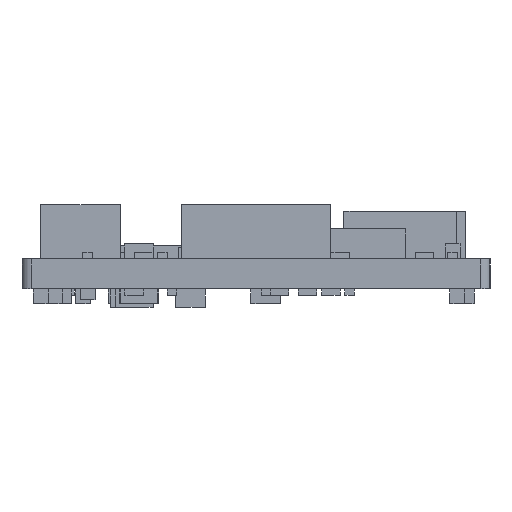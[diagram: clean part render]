
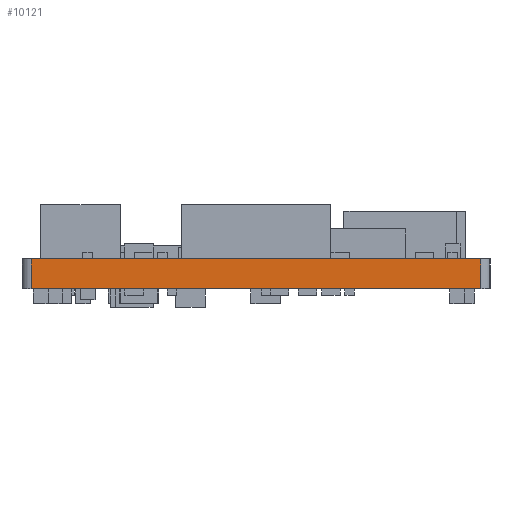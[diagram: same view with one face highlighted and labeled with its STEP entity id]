
A CAD part, left-side view. The second image highlights one B-rep face of the part: STEP entity #10121.
In plain terms, the highlighted planar face has unit normal (-1, 0, 0).
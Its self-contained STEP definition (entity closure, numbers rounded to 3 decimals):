
#199=FACE_OUTER_BOUND('',#907,.T.);
#907=EDGE_LOOP('',(#7271,#7272,#7273,#7274));
#1489=LINE('',#14096,#2833);
#1684=LINE('',#14509,#3028);
#1956=LINE('',#15199,#3300);
#1957=LINE('',#15201,#3301);
#2833=VECTOR('',#11390,1000.);
#3028=VECTOR('',#11609,1000.);
#3300=VECTOR('',#12079,1000.);
#3301=VECTOR('',#12082,1000.);
#4268=VERTEX_POINT('',#14093);
#4269=VERTEX_POINT('',#14095);
#4474=VERTEX_POINT('',#14506);
#4475=VERTEX_POINT('',#14508);
#5236=EDGE_CURVE('',#4268,#4269,#1489,.T.);
#5442=EDGE_CURVE('',#4475,#4474,#1684,.T.);
#5788=EDGE_CURVE('',#4268,#4475,#1956,.T.);
#5789=EDGE_CURVE('',#4269,#4474,#1957,.T.);
#7271=ORIENTED_EDGE('',*,*,#5442,.T.);
#7272=ORIENTED_EDGE('',*,*,#5789,.F.);
#7273=ORIENTED_EDGE('',*,*,#5236,.F.);
#7274=ORIENTED_EDGE('',*,*,#5788,.T.);
#9531=PLANE('',#10814);
#10121=ADVANCED_FACE('',(#199),#9531,.F.);
#10814=AXIS2_PLACEMENT_3D('',#15200,#12080,#12081);
#11390=DIRECTION('',(0.,-1.,0.));
#11609=DIRECTION('',(0.,-1.,0.));
#12079=DIRECTION('',(0.,0.,-1.));
#12080=DIRECTION('center_axis',(1.,0.,0.));
#12081=DIRECTION('ref_axis',(0.,0.,-1.));
#12082=DIRECTION('',(0.,0.,-1.));
#14093=CARTESIAN_POINT('',(0.,24.5,1.6));
#14095=CARTESIAN_POINT('',(0.,0.5,1.6));
#14096=CARTESIAN_POINT('',(0.,24.5,1.6));
#14506=CARTESIAN_POINT('',(0.,0.5,0.));
#14508=CARTESIAN_POINT('',(0.,24.5,0.));
#14509=CARTESIAN_POINT('',(0.,24.5,0.));
#15199=CARTESIAN_POINT('',(0.,24.5,1.6));
#15200=CARTESIAN_POINT('Origin',(0.,24.5,1.6));
#15201=CARTESIAN_POINT('',(0.,0.5,1.6));
